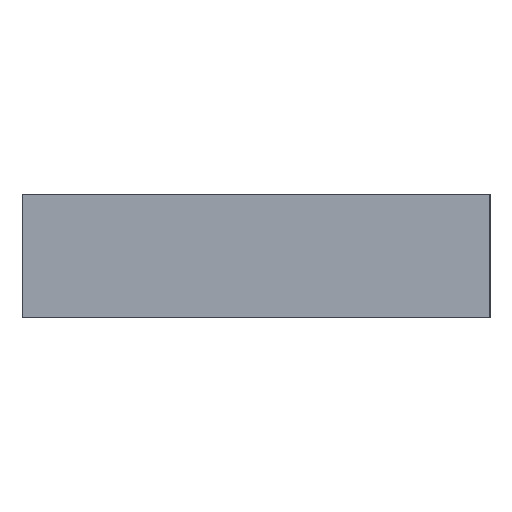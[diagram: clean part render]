
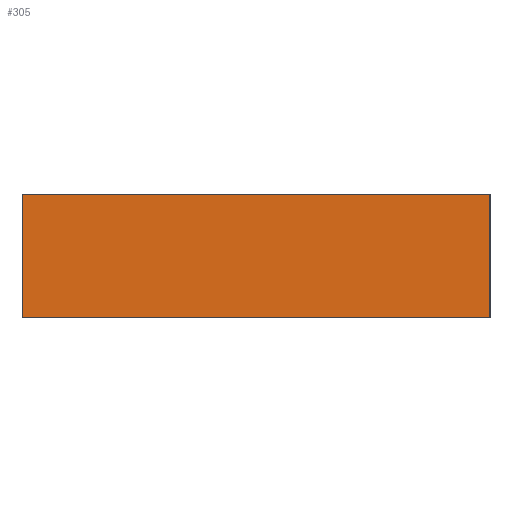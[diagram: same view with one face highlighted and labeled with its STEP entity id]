
A CAD part, left-side view. The second image highlights one B-rep face of the part: STEP entity #305.
In plain terms, the highlighted planar face has unit normal (-1, 0, 0).
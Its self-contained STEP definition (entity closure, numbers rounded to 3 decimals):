
#5 = ORIENTED_EDGE ( 'NONE', *, *, #931, .T. ) ;
#27 = CARTESIAN_POINT ( 'NONE',  ( -40., 0., 0. ) ) ;
#110 = VECTOR ( 'NONE', #1466, 1000. ) ;
#148 = DIRECTION ( 'NONE',  ( 0., 0., 1. ) ) ;
#238 = VECTOR ( 'NONE', #446, 1000. ) ;
#302 = LINE ( 'NONE', #788, #1174 ) ;
#305 = ADVANCED_FACE ( 'NONE', ( #1138 ), #1434, .T. ) ;
#315 = LINE ( 'NONE', #1478, #238 ) ;
#446 = DIRECTION ( 'NONE',  ( 0., 1., 0. ) ) ;
#489 = LINE ( 'NONE', #588, #1467 ) ;
#518 = EDGE_CURVE ( 'NONE', #620, #1163, #315, .T. ) ;
#588 = CARTESIAN_POINT ( 'NONE',  ( -40., 17.5, 25. ) ) ;
#620 = VERTEX_POINT ( 'NONE', #1407 ) ;
#647 = ORIENTED_EDGE ( 'NONE', *, *, #810, .T. ) ;
#783 = DIRECTION ( 'NONE',  ( -1., 0., 0. ) ) ;
#788 = CARTESIAN_POINT ( 'NONE',  ( -40., 17.5, 15. ) ) ;
#810 = EDGE_CURVE ( 'NONE', #1244, #620, #1213, .T. ) ;
#856 = EDGE_LOOP ( 'NONE', ( #1353, #647, #1127, #5 ) ) ;
#931 = EDGE_CURVE ( 'NONE', #1163, #1399, #489, .T. ) ;
#1026 = CARTESIAN_POINT ( 'NONE',  ( -40., 17.5, 25. ) ) ;
#1121 = DIRECTION ( 'NONE',  ( 0., 0., -1. ) ) ;
#1127 = ORIENTED_EDGE ( 'NONE', *, *, #518, .T. ) ;
#1138 = FACE_OUTER_BOUND ( 'NONE', #856, .T. ) ;
#1163 = VERTEX_POINT ( 'NONE', #1026 ) ;
#1174 = VECTOR ( 'NONE', #1303, 1000. ) ;
#1213 = LINE ( 'NONE', #1565, #110 ) ;
#1244 = VERTEX_POINT ( 'NONE', #1455 ) ;
#1293 = EDGE_CURVE ( 'NONE', #1244, #1399, #302, .T. ) ;
#1303 = DIRECTION ( 'NONE',  ( 0., 1., 0. ) ) ;
#1353 = ORIENTED_EDGE ( 'NONE', *, *, #1293, .F. ) ;
#1399 = VERTEX_POINT ( 'NONE', #1611 ) ;
#1407 = CARTESIAN_POINT ( 'NONE',  ( -40., -20.5, 25. ) ) ;
#1434 = PLANE ( 'NONE',  #1635 ) ;
#1455 = CARTESIAN_POINT ( 'NONE',  ( -40., -20.5, 15. ) ) ;
#1466 = DIRECTION ( 'NONE',  ( 0., 0., 1. ) ) ;
#1467 = VECTOR ( 'NONE', #1121, 1000. ) ;
#1478 = CARTESIAN_POINT ( 'NONE',  ( -40., -20.5, 25. ) ) ;
#1565 = CARTESIAN_POINT ( 'NONE',  ( -40., -20.5, 0. ) ) ;
#1611 = CARTESIAN_POINT ( 'NONE',  ( -40., 17.5, 15. ) ) ;
#1635 = AXIS2_PLACEMENT_3D ( 'NONE', #27, #783, #148 ) ;
